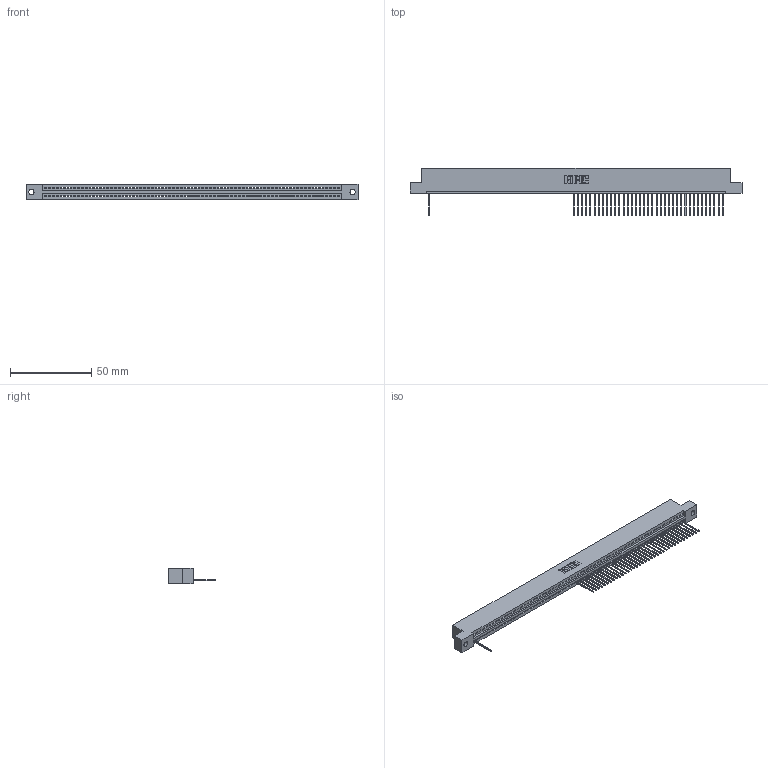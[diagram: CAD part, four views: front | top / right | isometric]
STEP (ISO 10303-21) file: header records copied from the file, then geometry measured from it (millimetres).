
FILE_DESCRIPTION (( 'STEP AP203' ), '1' );
FILE_NAME ('395-072-540-102.STEP', '2018-11-27T10:49:52', ( '' ), ( '' ), 'SwSTEP 2.0', 'SolidWorks 2016', '' );
FILE_SCHEMA (( 'CONFIG_CONTROL_DESIGN' ));
Length unit declared in the file: inch
Products named in the file (3): 345-292-001_345-293-140; 395-072-540-102; 345 Part_Flush Mounting Lugs - 0.128 Dia
Assembly tree (39 placements, depth 2):
  395-072-540-102
    345 Part_Flush Mounting Lugs - 0.128 Dia
    345-292-001_345-293-140  x38
Bounding box: 204.09 x 29.13 x 9.4 mm (x, y, z)
Volume: 19255.8 mm3; surface area: 24028.1 mm2
Topology: 39 solids, 39 shells, 2874 faces, 8865 edges, 5858 vertices
Faces by surface type: plane 2076, cylinder 798
Entity records: 49083 total; most frequent: ORIENTED_EDGE 8702, CARTESIAN_POINT 8662, DIRECTION 7483, EDGE_CURVE 4351, LINE 3931, VECTOR 3931, VERTEX_POINT 2898, AXIS2_PLACEMENT_3D 1776
